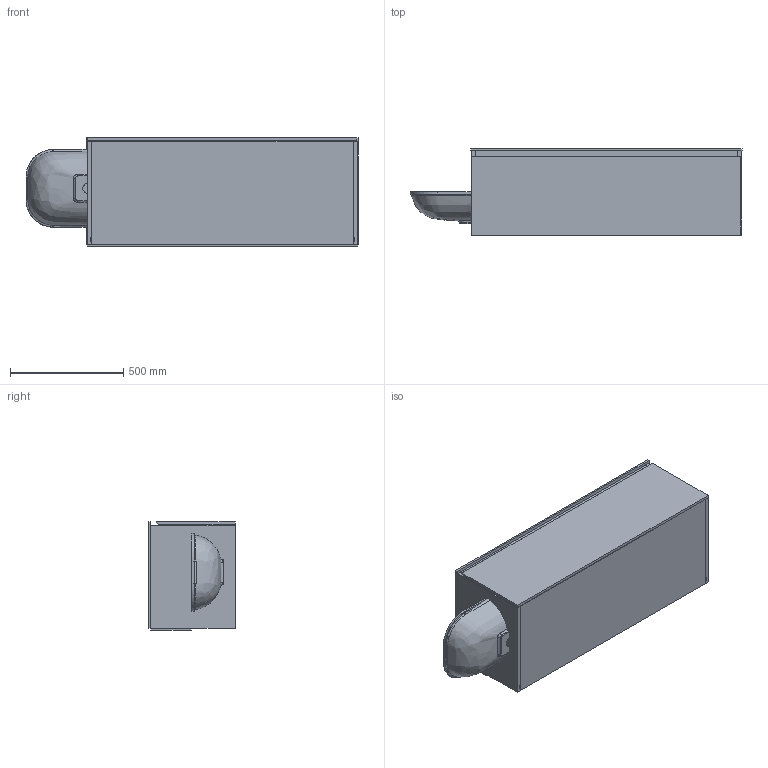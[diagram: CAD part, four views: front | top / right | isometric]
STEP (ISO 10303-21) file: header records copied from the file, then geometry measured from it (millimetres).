
FILE_DESCRIPTION (( 'STEP AP214' ), '1' );
FILE_NAME ('WP 1200375-1AUSCU-47.STEP', '2020-07-21T09:21:07', ( 'User' ), ( '' ), 'SwSTEP 2.0', 'SolidWorks 2019', '' );
FILE_SCHEMA (( 'AUTOMOTIVE_DESIGN' ));
Length unit declared in the file: millimetre
Products named in the file (5): WP 1200375-1AUSCU-47_wt; WP 1200375-1AUSCU-47_wt_Mit Hahnloch ohne šberlauf; WP 1200375-1AUSCU-47; WP 1200375-1AUSCU-47_us_Spanweiá lackiert<Wie bearbeitet>; WP 1200375-1AUSCU-47_us
Assembly tree (2 placements, depth 2):
  WP 1200375-1AUSCU-47_wt
  WP 1200375-1AUSCU-47
    WP 1200375-1AUSCU-47_us_Spanweiá lackiert<Wie bearbeitet>
    WP 1200375-1AUSCU-47_wt_Mit Hahnloch ohne šberlauf
  WP 1200375-1AUSCU-47_us
Bounding box: 1468.18 x 382 x 478 mm (x, y, z)
Volume: 50553739.5 mm3; surface area: 7282937.8 mm2
Topology: 21 solids, 21 shells, 321 faces, 819 edges, 542 vertices
Faces by surface type: plane 199, bspline 62, cylinder 58, cone 2
Entity records: 29293 total; most frequent: CARTESIAN_POINT 21527, ORIENTED_EDGE 1638, DIRECTION 1373, EDGE_CURVE 819, VERTEX_POINT 542, VECTOR 491, LINE 491, AXIS2_PLACEMENT_3D 441
